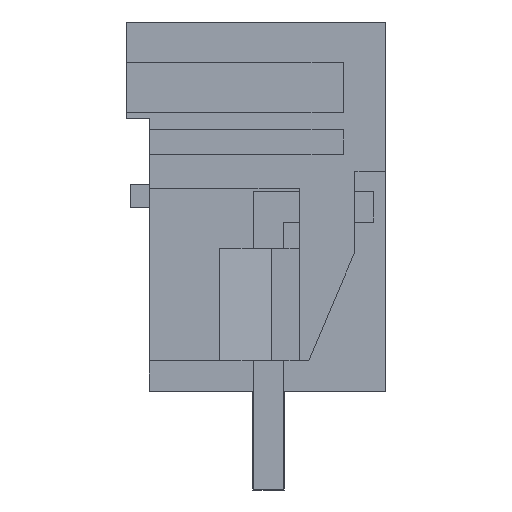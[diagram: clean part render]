
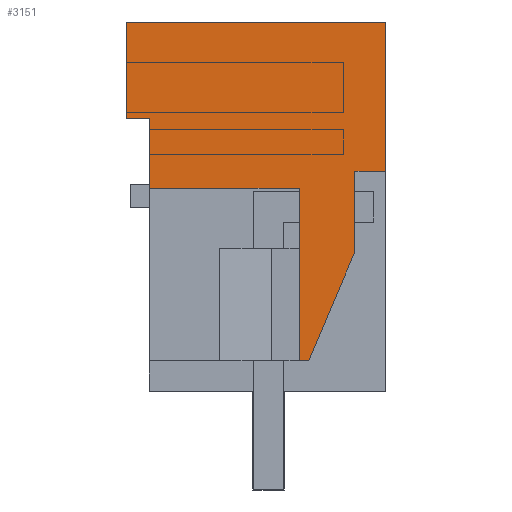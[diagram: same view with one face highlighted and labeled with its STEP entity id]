
A CAD part, left-side view. The second image highlights one B-rep face of the part: STEP entity #3151.
In plain terms, the highlighted planar face has unit normal (-1, 0, 0).
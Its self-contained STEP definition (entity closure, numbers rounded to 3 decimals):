
#3084=AXIS2_PLACEMENT_3D('Plane Axis2P3D',#3081,#3082,#3083) ;
#411=CARTESIAN_POINT('Vertex',(0.,7.68,9.8)) ;
#414=CARTESIAN_POINT('Line Origine',(0.,7.68,10.94)) ;
#418=CARTESIAN_POINT('Vertex',(0.,7.68,12.08)) ;
#2910=CARTESIAN_POINT('Vertex',(0.,2.501,4.2)) ;
#2913=CARTESIAN_POINT('Line Origine',(0.,2.655,4.2)) ;
#2917=CARTESIAN_POINT('Vertex',(0.,2.81,4.2)) ;
#3065=CARTESIAN_POINT('Vertex',(0.,2.81,9.8)) ;
#3068=CARTESIAN_POINT('Line Origine',(0.,5.245,9.8)) ;
#3081=CARTESIAN_POINT('Axis2P3D Location',(0.,8.43,1.7)) ;
#3086=CARTESIAN_POINT('Line Origine',(0.,1.752,5.968)) ;
#3090=CARTESIAN_POINT('Vertex',(0.,1.003,7.735)) ;
#3093=CARTESIAN_POINT('Line Origine',(0.,1.003,9.041)) ;
#3097=CARTESIAN_POINT('Vertex',(0.,1.003,10.346)) ;
#3100=CARTESIAN_POINT('Line Origine',(0.,0.501,10.346)) ;
#3104=CARTESIAN_POINT('Vertex',(0.,0.,10.346)) ;
#3107=CARTESIAN_POINT('Line Origine',(0.,0.,12.773)) ;
#3111=CARTESIAN_POINT('Vertex',(0.,0.,15.2)) ;
#3114=CARTESIAN_POINT('Line Origine',(0.,4.215,15.2)) ;
#3118=CARTESIAN_POINT('Vertex',(0.,8.43,15.2)) ;
#3121=CARTESIAN_POINT('Line Origine',(0.,8.43,13.64)) ;
#3125=CARTESIAN_POINT('Vertex',(0.,8.43,12.08)) ;
#3128=CARTESIAN_POINT('Line Origine',(0.,8.055,12.08)) ;
#3133=CARTESIAN_POINT('Line Origine',(0.,2.81,7.)) ;
#415=DIRECTION('Vector Direction',(0.,0.,-1.)) ;
#2914=DIRECTION('Vector Direction',(0.,1.,0.)) ;
#3069=DIRECTION('Vector Direction',(0.,1.,0.)) ;
#3082=DIRECTION('Axis2P3D Direction',(-1.,0.,0.)) ;
#3083=DIRECTION('Axis2P3D XDirection',(0.,1.,0.)) ;
#3087=DIRECTION('Vector Direction',(0.,0.39,-0.921)) ;
#3094=DIRECTION('Vector Direction',(0.,0.,-1.)) ;
#3101=DIRECTION('Vector Direction',(0.,1.,0.)) ;
#3108=DIRECTION('Vector Direction',(0.,0.,1.)) ;
#3115=DIRECTION('Vector Direction',(0.,1.,0.)) ;
#3122=DIRECTION('Vector Direction',(0.,0.,-1.)) ;
#3129=DIRECTION('Vector Direction',(0.,-1.,0.)) ;
#3134=DIRECTION('Vector Direction',(0.,0.,1.)) ;
#416=VECTOR('Line Direction',#415,1.) ;
#2915=VECTOR('Line Direction',#2914,1.) ;
#3070=VECTOR('Line Direction',#3069,1.) ;
#3088=VECTOR('Line Direction',#3087,1.) ;
#3095=VECTOR('Line Direction',#3094,1.) ;
#3102=VECTOR('Line Direction',#3101,1.) ;
#3109=VECTOR('Line Direction',#3108,1.) ;
#3116=VECTOR('Line Direction',#3115,1.) ;
#3123=VECTOR('Line Direction',#3122,1.) ;
#3130=VECTOR('Line Direction',#3129,1.) ;
#3135=VECTOR('Line Direction',#3134,1.) ;
#3139=ORIENTED_EDGE('',*,*,#2919,.F.) ;
#3140=ORIENTED_EDGE('',*,*,#3092,.F.) ;
#3141=ORIENTED_EDGE('',*,*,#3099,.F.) ;
#3142=ORIENTED_EDGE('',*,*,#3106,.F.) ;
#3143=ORIENTED_EDGE('',*,*,#3113,.T.) ;
#3144=ORIENTED_EDGE('',*,*,#3120,.T.) ;
#3145=ORIENTED_EDGE('',*,*,#3127,.T.) ;
#3146=ORIENTED_EDGE('',*,*,#3132,.T.) ;
#3147=ORIENTED_EDGE('',*,*,#420,.T.) ;
#3148=ORIENTED_EDGE('',*,*,#3072,.F.) ;
#3149=ORIENTED_EDGE('',*,*,#3137,.F.) ;
#3151=ADVANCED_FACE('HOUSING',(#3150),#3085,.T.) ;
#420=EDGE_CURVE('',#419,#412,#417,.T.) ;
#2919=EDGE_CURVE('',#2911,#2918,#2916,.T.) ;
#3072=EDGE_CURVE('',#3066,#412,#3071,.T.) ;
#3092=EDGE_CURVE('',#3091,#2911,#3089,.T.) ;
#3099=EDGE_CURVE('',#3098,#3091,#3096,.T.) ;
#3106=EDGE_CURVE('',#3105,#3098,#3103,.T.) ;
#3113=EDGE_CURVE('',#3105,#3112,#3110,.T.) ;
#3120=EDGE_CURVE('',#3112,#3119,#3117,.T.) ;
#3127=EDGE_CURVE('',#3119,#3126,#3124,.T.) ;
#3132=EDGE_CURVE('',#3126,#419,#3131,.T.) ;
#3137=EDGE_CURVE('',#2918,#3066,#3136,.T.) ;
#3138=EDGE_LOOP('',(#3139,#3140,#3141,#3142,#3143,#3144,#3145,#3146,#3147,#3148,#3149)) ;
#3150=FACE_OUTER_BOUND('',#3138,.T.) ;
#417=LINE('Line',#414,#416) ;
#2916=LINE('Line',#2913,#2915) ;
#3071=LINE('Line',#3068,#3070) ;
#3089=LINE('Line',#3086,#3088) ;
#3096=LINE('Line',#3093,#3095) ;
#3103=LINE('Line',#3100,#3102) ;
#3110=LINE('Line',#3107,#3109) ;
#3117=LINE('Line',#3114,#3116) ;
#3124=LINE('Line',#3121,#3123) ;
#3131=LINE('Line',#3128,#3130) ;
#3136=LINE('Line',#3133,#3135) ;
#3085=PLANE('',#3084) ;
#412=VERTEX_POINT('',#411) ;
#419=VERTEX_POINT('',#418) ;
#2911=VERTEX_POINT('',#2910) ;
#2918=VERTEX_POINT('',#2917) ;
#3066=VERTEX_POINT('',#3065) ;
#3091=VERTEX_POINT('',#3090) ;
#3098=VERTEX_POINT('',#3097) ;
#3105=VERTEX_POINT('',#3104) ;
#3112=VERTEX_POINT('',#3111) ;
#3119=VERTEX_POINT('',#3118) ;
#3126=VERTEX_POINT('',#3125) ;
